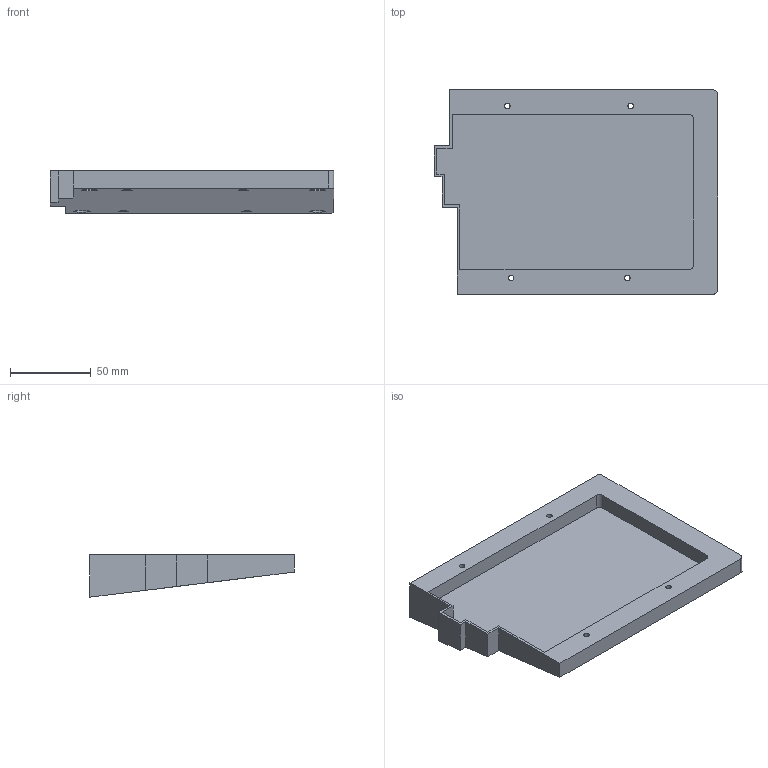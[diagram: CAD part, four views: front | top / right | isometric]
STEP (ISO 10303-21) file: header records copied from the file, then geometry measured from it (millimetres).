
FILE_DESCRIPTION(/* description */ (''),/* implementation_level */ '2;1');
FILE_NAME(/* name */ 'split60_Bottom-right v1.step',/* time_stamp */ '2022-06-18T13:39:53+09:00',/* author */ (''),/* organization */ (''),/* preprocessor_version */ 'ST-DEVELOPER v19',/* originating_system */ 'Autodesk Translation Framework v11.7.0.108',/* authorisation */ '');
FILE_SCHEMA (('AUTOMOTIVE_DESIGN { 1 0 10303 214 3 1 1 }'));
Length unit declared in the file: millimetre
Products named in the file (1): split60_Bottom-right
Bounding box: 174.99 x 126.2 x 26.1 mm (x, y, z)
Volume: 244480.4 mm3; surface area: 59296.1 mm2
Topology: 1 solids, 1 shells, 47 faces, 108 edges, 72 vertices
Faces by surface type: plane 31, cylinder 16
Full cylindrical faces by diameter (mm): 3.4 x4, 6.5 x4, 10 x4
Entity records: 1383 total; most frequent: DIRECTION 236, CARTESIAN_POINT 228, ORIENTED_EDGE 216, EDGE_CURVE 108, AXIS2_PLACEMENT_3D 80, LINE 76, VECTOR 76, VERTEX_POINT 72
